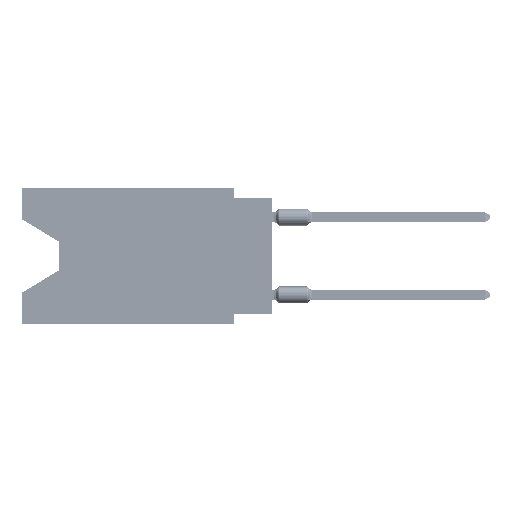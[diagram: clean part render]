
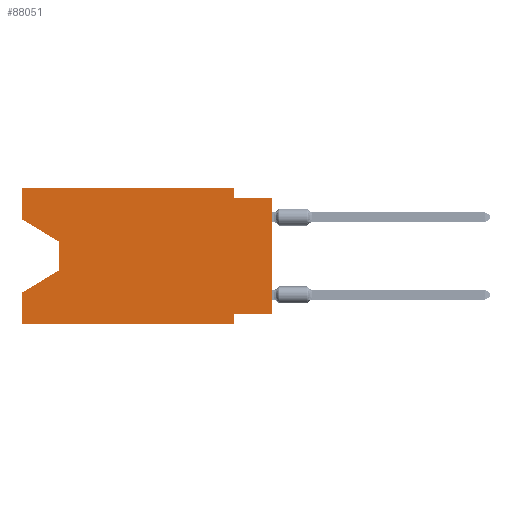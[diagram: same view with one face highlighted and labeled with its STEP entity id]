
A CAD part, left-side view. The second image highlights one B-rep face of the part: STEP entity #88051.
In plain terms, the highlighted planar face has unit normal (-1, 0, 0).
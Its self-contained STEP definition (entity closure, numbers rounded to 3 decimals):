
#284 = CARTESIAN_POINT ( 'NONE',  ( 0., 16.383, -6.852 ) ) ;
#3626 = CARTESIAN_POINT ( 'NONE',  ( 0., 16.383, -8.89 ) ) ;
#3963 = ORIENTED_EDGE ( 'NONE', *, *, #40135, .T. ) ;
#5407 = VECTOR ( 'NONE', #36854, 1000. ) ;
#5648 = LINE ( 'NONE', #40883, #88004 ) ;
#6805 = CARTESIAN_POINT ( 'NONE',  ( 0., 0., -0.635 ) ) ;
#7345 = EDGE_CURVE ( 'NONE', #64837, #48563, #37471, .T. ) ;
#8672 = ORIENTED_EDGE ( 'NONE', *, *, #52814, .F. ) ;
#9245 = ORIENTED_EDGE ( 'NONE', *, *, #23720, .F. ) ;
#11214 = VERTEX_POINT ( 'NONE', #6805 ) ;
#11808 = CARTESIAN_POINT ( 'NONE',  ( 0., 16.383, 0. ) ) ;
#13055 = DIRECTION ( 'NONE',  ( 0., 0., 1. ) ) ;
#14641 = CARTESIAN_POINT ( 'NONE',  ( 0., 16.383, -2.038 ) ) ;
#15338 = CARTESIAN_POINT ( 'NONE',  ( 0., 0., -8.255 ) ) ;
#15610 = CARTESIAN_POINT ( 'NONE',  ( 0., 16.383, 0. ) ) ;
#15935 = VECTOR ( 'NONE', #42893, 1000. ) ;
#16231 = DIRECTION ( 'NONE',  ( 0., 0., -1. ) ) ;
#17333 = VECTOR ( 'NONE', #42329, 1000. ) ;
#17631 = CARTESIAN_POINT ( 'NONE',  ( 0., 16.383, 0. ) ) ;
#18602 = LINE ( 'NONE', #11808, #48916 ) ;
#19566 = EDGE_CURVE ( 'NONE', #87149, #55841, #37443, .T. ) ;
#19852 = CARTESIAN_POINT ( 'NONE',  ( 0., 16.383, 0. ) ) ;
#21961 = PLANE ( 'NONE',  #41096 ) ;
#22469 = VECTOR ( 'NONE', #30323, 1000. ) ;
#23165 = CARTESIAN_POINT ( 'NONE',  ( 0., 0., -0.635 ) ) ;
#23720 = EDGE_CURVE ( 'NONE', #48563, #11214, #29944, .T. ) ;
#24006 = CARTESIAN_POINT ( 'NONE',  ( 0., 16.383, -2.038 ) ) ;
#26653 = VERTEX_POINT ( 'NONE', #55187 ) ;
#27081 = LINE ( 'NONE', #19852, #74270 ) ;
#27461 = EDGE_CURVE ( 'NONE', #55841, #44084, #76641, .T. ) ;
#28191 = EDGE_LOOP ( 'NONE', ( #34328, #80143, #51369, #68386, #3963, #30367, #88741, #59475, #9245, #69581, #42942, #8672 ) ) ;
#28670 = CARTESIAN_POINT ( 'NONE',  ( 0., 2.54, -8.89 ) ) ;
#29944 = LINE ( 'NONE', #23165, #50242 ) ;
#30323 = DIRECTION ( 'NONE',  ( 0., -0.855, -0.519 ) ) ;
#30367 = ORIENTED_EDGE ( 'NONE', *, *, #27461, .F. ) ;
#30746 = DIRECTION ( 'NONE',  ( 0., -1., 0. ) ) ;
#32178 = CARTESIAN_POINT ( 'NONE',  ( 0., 2.54, 0. ) ) ;
#32282 = EDGE_CURVE ( 'NONE', #33968, #70449, #5648, .T. ) ;
#33968 = VERTEX_POINT ( 'NONE', #70755 ) ;
#34093 = DIRECTION ( 'NONE',  ( 0., -1., 0. ) ) ;
#34328 = ORIENTED_EDGE ( 'NONE', *, *, #78064, .T. ) ;
#36395 = LINE ( 'NONE', #63065, #5407 ) ;
#36854 = DIRECTION ( 'NONE',  ( 0., 0., 1. ) ) ;
#37443 = LINE ( 'NONE', #15338, #15935 ) ;
#37471 = LINE ( 'NONE', #56911, #55786 ) ;
#40135 = EDGE_CURVE ( 'NONE', #42940, #44084, #75611, .T. ) ;
#40883 = CARTESIAN_POINT ( 'NONE',  ( 0., 13.97, -5.385 ) ) ;
#41096 = AXIS2_PLACEMENT_3D ( 'NONE', #15610, #83371, #64391 ) ;
#42329 = DIRECTION ( 'NONE',  ( 0., 0., -1. ) ) ;
#42568 = EDGE_CURVE ( 'NONE', #87149, #11214, #36395, .T. ) ;
#42893 = DIRECTION ( 'NONE',  ( 0., 1., 0. ) ) ;
#42940 = VERTEX_POINT ( 'NONE', #3626 ) ;
#42942 = ORIENTED_EDGE ( 'NONE', *, *, #65309, .F. ) ;
#44084 = VERTEX_POINT ( 'NONE', #28670 ) ;
#46073 = LINE ( 'NONE', #24006, #22469 ) ;
#47331 = LINE ( 'NONE', #82973, #51521 ) ;
#48563 = VERTEX_POINT ( 'NONE', #79135 ) ;
#48668 = CARTESIAN_POINT ( 'NONE',  ( 0., 2.54, -8.89 ) ) ;
#48916 = VECTOR ( 'NONE', #86784, 1000. ) ;
#50242 = VECTOR ( 'NONE', #71473, 1000. ) ;
#51369 = ORIENTED_EDGE ( 'NONE', *, *, #32282, .T. ) ;
#51521 = VECTOR ( 'NONE', #60877, 1000. ) ;
#51829 = CARTESIAN_POINT ( 'NONE',  ( 0., 13.97, -3.505 ) ) ;
#52814 = EDGE_CURVE ( 'NONE', #76187, #26653, #18602, .T. ) ;
#54165 = VECTOR ( 'NONE', #34093, 1000. ) ;
#55187 = CARTESIAN_POINT ( 'NONE',  ( 0., 16.383, 0. ) ) ;
#55786 = VECTOR ( 'NONE', #16231, 1000. ) ;
#55841 = VERTEX_POINT ( 'NONE', #58750 ) ;
#56911 = CARTESIAN_POINT ( 'NONE',  ( 0., 2.54, 0. ) ) ;
#58750 = CARTESIAN_POINT ( 'NONE',  ( 0., 2.54, -8.255 ) ) ;
#59475 = ORIENTED_EDGE ( 'NONE', *, *, #42568, .T. ) ;
#60877 = DIRECTION ( 'NONE',  ( 0., 0., -1. ) ) ;
#61664 = DIRECTION ( 'NONE',  ( 0., 0.855, -0.519 ) ) ;
#63065 = CARTESIAN_POINT ( 'NONE',  ( 0., 0., 0. ) ) ;
#64391 = DIRECTION ( 'NONE',  ( 0., 0., -1. ) ) ;
#64837 = VERTEX_POINT ( 'NONE', #32178 ) ;
#65309 = EDGE_CURVE ( 'NONE', #26653, #64837, #87604, .T. ) ;
#68386 = ORIENTED_EDGE ( 'NONE', *, *, #88725, .F. ) ;
#68454 = VECTOR ( 'NONE', #30746, 1000. ) ;
#68544 = VERTEX_POINT ( 'NONE', #51829 ) ;
#69581 = ORIENTED_EDGE ( 'NONE', *, *, #7345, .F. ) ;
#69730 = EDGE_CURVE ( 'NONE', #68544, #33968, #47331, .T. ) ;
#70449 = VERTEX_POINT ( 'NONE', #284 ) ;
#70755 = CARTESIAN_POINT ( 'NONE',  ( 0., 13.97, -5.385 ) ) ;
#71473 = DIRECTION ( 'NONE',  ( 0., -1., 0. ) ) ;
#74270 = VECTOR ( 'NONE', #13055, 1000. ) ;
#75611 = LINE ( 'NONE', #89157, #54165 ) ;
#76187 = VERTEX_POINT ( 'NONE', #14641 ) ;
#76641 = LINE ( 'NONE', #48668, #17333 ) ;
#78064 = EDGE_CURVE ( 'NONE', #76187, #68544, #46073, .T. ) ;
#79135 = CARTESIAN_POINT ( 'NONE',  ( 0., 2.54, -0.635 ) ) ;
#80143 = ORIENTED_EDGE ( 'NONE', *, *, #69730, .T. ) ;
#82973 = CARTESIAN_POINT ( 'NONE',  ( 0., 13.97, -3.505 ) ) ;
#83371 = DIRECTION ( 'NONE',  ( 1., 0., 0. ) ) ;
#84021 = CARTESIAN_POINT ( 'NONE',  ( 0., 0., -8.255 ) ) ;
#84696 = FACE_OUTER_BOUND ( 'NONE', #28191, .T. ) ;
#86784 = DIRECTION ( 'NONE',  ( 0., 0., 1. ) ) ;
#87149 = VERTEX_POINT ( 'NONE', #84021 ) ;
#87604 = LINE ( 'NONE', #17631, #68454 ) ;
#88004 = VECTOR ( 'NONE', #61664, 1000. ) ;
#88051 = ADVANCED_FACE ( 'NONE', ( #84696 ), #21961, .F. ) ;
#88725 = EDGE_CURVE ( 'NONE', #42940, #70449, #27081, .T. ) ;
#88741 = ORIENTED_EDGE ( 'NONE', *, *, #19566, .F. ) ;
#89157 = CARTESIAN_POINT ( 'NONE',  ( 0., 16.383, -8.89 ) ) ;
